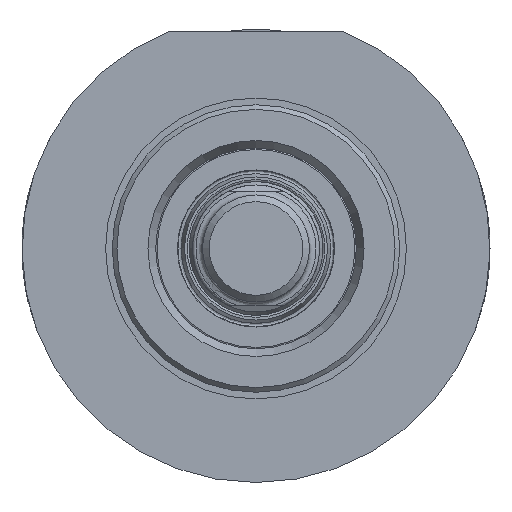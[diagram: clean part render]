
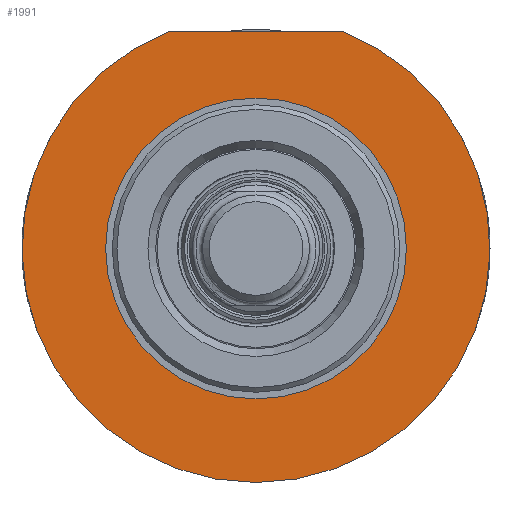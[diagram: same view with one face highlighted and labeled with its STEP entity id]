
A CAD part, front view. The second image highlights one B-rep face of the part: STEP entity #1991.
In plain terms, the highlighted planar face has unit normal (0, -1, 0).
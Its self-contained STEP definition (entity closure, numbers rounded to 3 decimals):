
#1956=CARTESIAN_POINT('',(0.,-85.25,2.782));
#1957=DIRECTION('',(0.0,-1.0,0.0));
#1958=DIRECTION('',(0.0,0.0,-1.0));
#1959=AXIS2_PLACEMENT_3D('',#1956,#1957,#1958);
#1960=PLANE('',#1959);
#1961=CARTESIAN_POINT('',(-12.99,-85.25,32.5));
#1962=VERTEX_POINT('',#1961);
#1963=CARTESIAN_POINT('',(12.99,-85.25,32.5));
#1964=VERTEX_POINT('',#1963);
#1965=CARTESIAN_POINT('',(-12.99,-85.25,32.5));
#1966=DIRECTION('',(1.0,0.0,0.0));
#1967=VECTOR('',#1966,25.981);
#1968=LINE('',#1965,#1967);
#1969=EDGE_CURVE('',#1962,#1964,#1968,.T.);
#1970=ORIENTED_EDGE('',*,*,#1969,.F.);
#1971=CARTESIAN_POINT('',(0.0,-85.25,0.0));
#1972=DIRECTION('',(0.0,1.0,0.0));
#1973=DIRECTION('',(-0.371,0.0,0.929));
#1974=AXIS2_PLACEMENT_3D('',#1971,#1972,#1973);
#1975=CIRCLE('',#1974,35.);
#1976=EDGE_CURVE('',#1964,#1962,#1975,.T.);
#1977=ORIENTED_EDGE('',*,*,#1976,.F.);
#1978=EDGE_LOOP('',(#1970,#1977));
#1979=FACE_OUTER_BOUND('',#1978,.T.);
#1980=CARTESIAN_POINT('',(0.0,-85.25,22.5));
#1981=VERTEX_POINT('',#1980);
#1982=CARTESIAN_POINT('',(0.0,-85.25,0.0));
#1983=DIRECTION('',(0.0,1.0,0.0));
#1984=DIRECTION('',(0.0,0.0,1.0));
#1985=AXIS2_PLACEMENT_3D('',#1982,#1983,#1984);
#1986=CIRCLE('',#1985,22.5);
#1987=EDGE_CURVE('',#1981,#1981,#1986,.T.);
#1988=ORIENTED_EDGE('',*,*,#1987,.T.);
#1989=EDGE_LOOP('',(#1988));
#1990=FACE_BOUND('',#1989,.T.);
#1991=ADVANCED_FACE('',(#1979,#1990),#1960,.T.);
